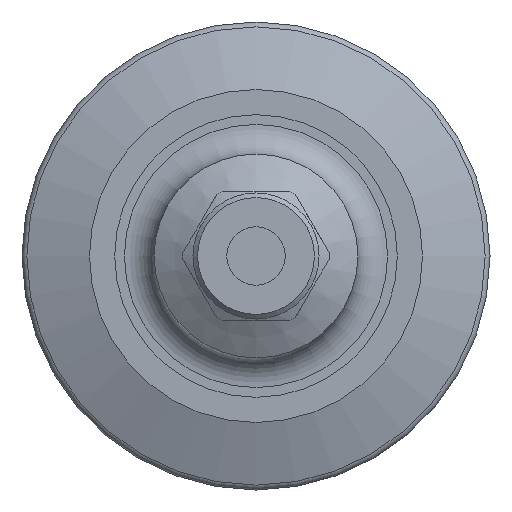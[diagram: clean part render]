
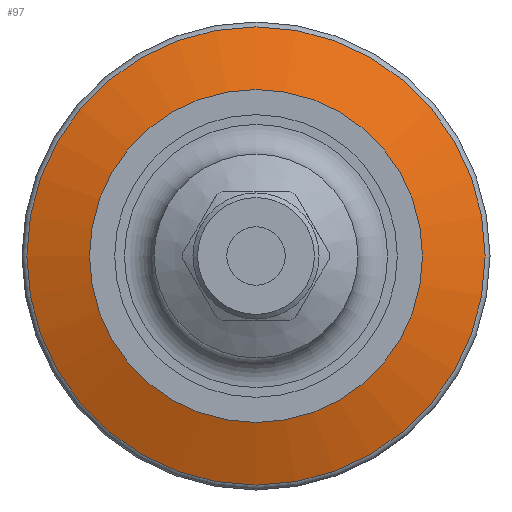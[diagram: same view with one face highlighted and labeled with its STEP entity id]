
A CAD part, front view. The second image highlights one B-rep face of the part: STEP entity #97.
In plain terms, the highlighted conical face has half-angle 70 degrees and reference radius 25.25 mm.
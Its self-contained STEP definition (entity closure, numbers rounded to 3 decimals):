
#97 = ADVANCED_FACE( '', ( #240, #241 ), #242, .T. );
#240 = FACE_OUTER_BOUND( '', #447, .T. );
#241 = FACE_BOUND( '', #448, .T. );
#242 = CONICAL_SURFACE( '', #449, 25.25, 1.222 );
#447 = EDGE_LOOP( '', ( #673 ) );
#448 = EDGE_LOOP( '', ( #674 ) );
#449 = AXIS2_PLACEMENT_3D( '', #675, #676, #677 );
#673 = ORIENTED_EDGE( '', *, *, #1026, .T. );
#674 = ORIENTED_EDGE( '', *, *, #1031, .F. );
#675 = CARTESIAN_POINT( '', ( 0., -2.85, 0. ) );
#676 = DIRECTION( '', ( 0., 1., 0. ) );
#677 = DIRECTION( '', ( 0., 0., -1. ) );
#1026 = EDGE_CURVE( '', #1183, #1183, #1184, .F. );
#1031 = EDGE_CURVE( '', #1191, #1191, #1192, .T. );
#1183 = VERTEX_POINT( '', #1415 );
#1184 = CIRCLE( '', #1416, 24.724 );
#1191 = VERTEX_POINT( '', #1423 );
#1192 = CIRCLE( '', #1424, 17.969 );
#1415 = CARTESIAN_POINT( '', ( 0., -3.042, -24.724 ) );
#1416 = AXIS2_PLACEMENT_3D( '', #1707, #1708, #1709 );
#1423 = CARTESIAN_POINT( '', ( 0., -5.5, 17.969 ) );
#1424 = AXIS2_PLACEMENT_3D( '', #1716, #1717, #1718 );
#1707 = CARTESIAN_POINT( '', ( 0., -3.042, 0. ) );
#1708 = DIRECTION( '', ( 0., 1., 0. ) );
#1709 = DIRECTION( '', ( 0., 0., -1. ) );
#1716 = CARTESIAN_POINT( '', ( 0., -5.5, 0. ) );
#1717 = DIRECTION( '', ( 0., -1., 0. ) );
#1718 = DIRECTION( '', ( 0., 0., 1. ) );
